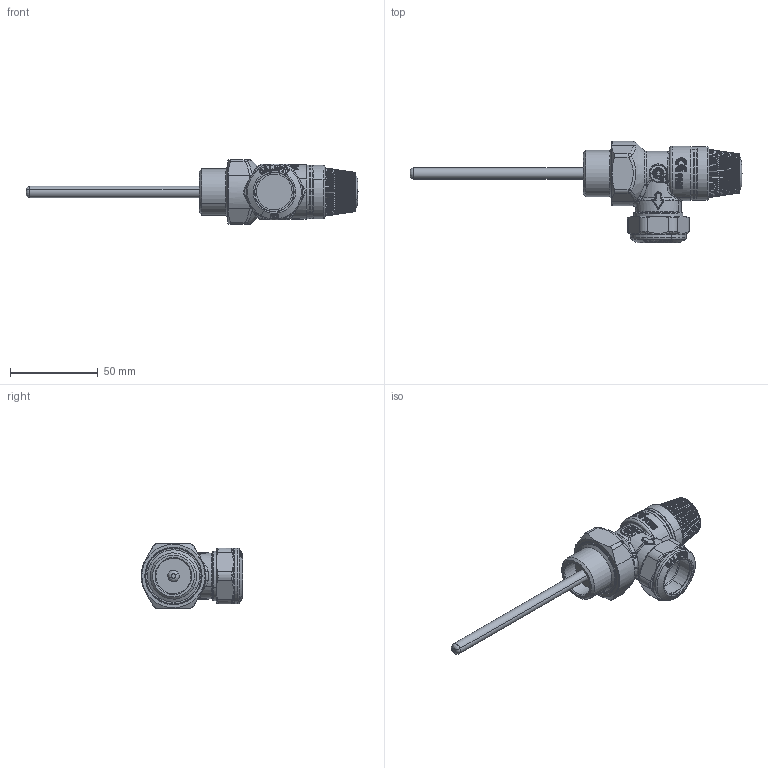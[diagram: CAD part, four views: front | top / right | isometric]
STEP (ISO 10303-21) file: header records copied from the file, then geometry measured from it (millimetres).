
FILE_DESCRIPTION(('CATIA V5 STEP Exchange'),'2;1');
FILE_NAME('309570 - TST (STP).stp','2016-01-12T09:31:30+00:00',('none'),('none'),'Version 5-6 Release 2012','CATIA V5 STEP AP203','none');
FILE_SCHEMA(('CONFIG_CONTROL_DESIGN'));
Products named in the file (1): 390570 - TST
Bounding box: 188.8 x 57.84 x 36.8 mm (x, y, z)
Volume: 69367.2 mm3; surface area: 23030.6 mm2
Topology: 2 solids, 5 shells, 1966 faces, 4852 edges, 2783 vertices
Faces by surface type: bspline 1335, cylinder 239, plane 155, cone 108, sphere 78, torus 49, revolution 2
Entity records: 121774 total; most frequent: CARTESIAN_POINT 88899, ORIENTED_EDGE 9428, EDGE_CURVE 4714, B_SPLINE_CURVE_WITH_KNOTS 3675, VERTEX_POINT 2783, EDGE_LOOP 2001, ADVANCED_FACE 1966, FACE_OUTER_BOUND 1966
